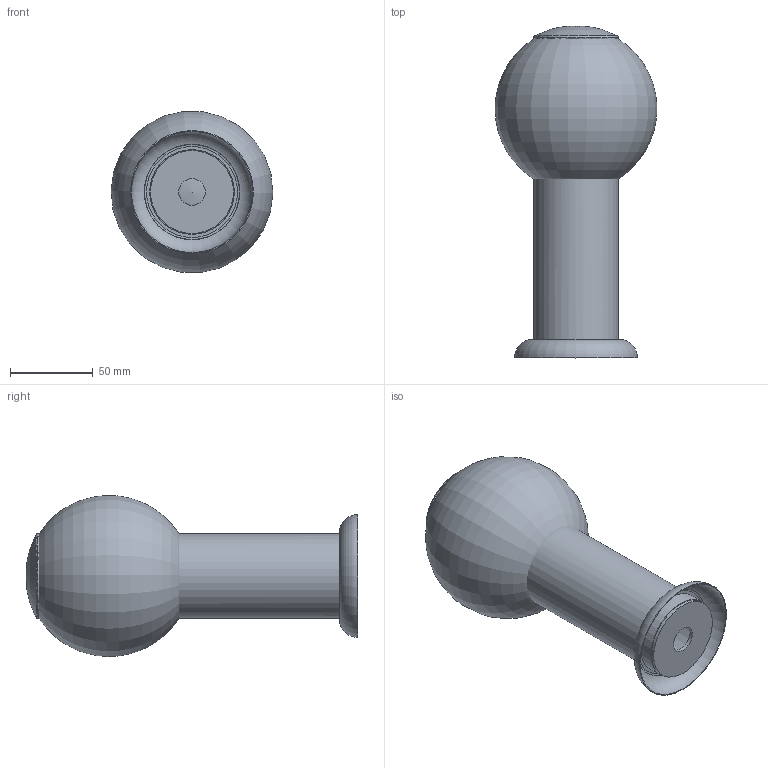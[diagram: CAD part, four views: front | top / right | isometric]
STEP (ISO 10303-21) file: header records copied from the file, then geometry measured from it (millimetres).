
FILE_DESCRIPTION(('STEP AP214'), '1');
FILE_NAME('KPSÎ104', '2014-12-23T10:32:25', ('UNSPECIFIED'), ('UNSPECIFIED'), 'ASCON STEP Converter 1.3', 'ASCON Math Kernel', '');
FILE_SCHEMA(('AUTOMOTIVE_DESIGN { 1 0 10303 214 3 1 1}'));
Length unit declared in the file: millimetre
Products named in the file (5): àðò. KRT501; àðò. KRT601
Assembly tree (4 placements, depth 2):
  (unnamed)
    àðò. KRT501
    (unnamed)
    (unnamed)
    àðò. KRT601
Bounding box: 97.57 x 200.01 x 97.05 mm (x, y, z)
Volume: 66296.1 mm3; surface area: 133687.3 mm2
Topology: 4 solids, 4 shells, 64 faces, 150 edges, 96 vertices
Faces by surface type: plane 22, cylinder 20, bspline 12, torus 10
Full cylindrical faces by diameter (mm): 16 x1, 38.1 x2, 46.1 x1, 47.7 x1, 47.8 x1, 49.4 x1, 50 x1, 50.8 x1, 51 x2
Entity records: 5841 total; most frequent: CARTESIAN_POINT 3678, ORIENTED_EDGE 254, DIRECTION 237, EDGE_CURVE 127, EDGE_LOOP 103, VERTEX_POINT 94, AXIS2_PLACEMENT_3D 93, COLOUR_RGB 74
